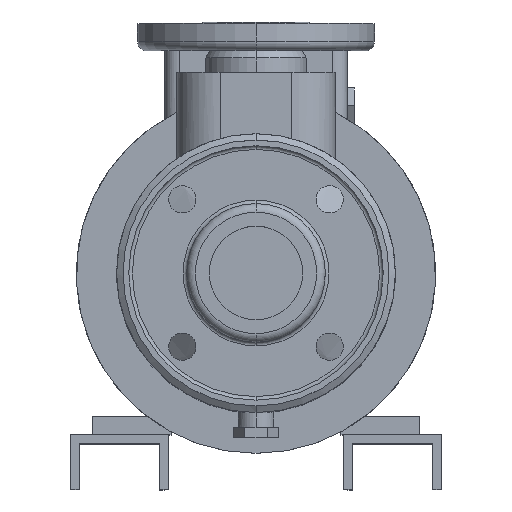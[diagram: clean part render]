
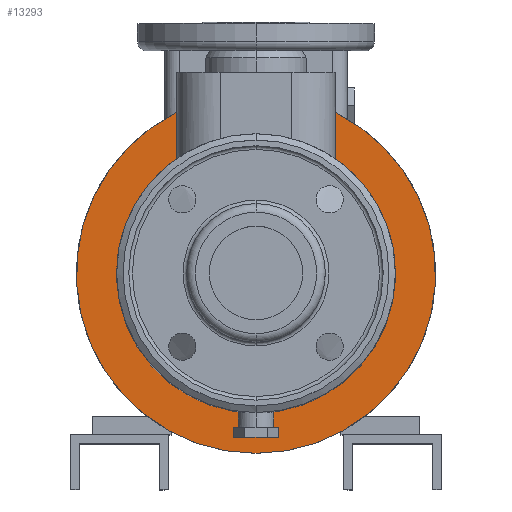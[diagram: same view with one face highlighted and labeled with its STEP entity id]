
A CAD part, top view. The second image highlights one B-rep face of the part: STEP entity #13293.
In plain terms, the highlighted planar face has unit normal (0, 0, 1).
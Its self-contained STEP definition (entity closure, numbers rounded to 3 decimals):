
#249 = EDGE_CURVE ( 'NONE', #3174, #8726, #8682, .T. ) ;
#546 = ORIENTED_EDGE ( 'NONE', *, *, #5770, .T. ) ;
#1090 = EDGE_LOOP ( 'NONE', ( #4901, #3801, #1540, #546, #3510, #11205 ) ) ;
#1226 = CARTESIAN_POINT ( 'NONE',  ( 0., 0., -43. ) ) ;
#1540 = ORIENTED_EDGE ( 'NONE', *, *, #8135, .F. ) ;
#1706 = CARTESIAN_POINT ( 'NONE',  ( -55., 79.9, -43. ) ) ;
#2048 = CARTESIAN_POINT ( 'NONE',  ( 0., 0., -43. ) ) ;
#2089 = AXIS2_PLACEMENT_3D ( 'NONE', #2048, #5063, #7252 ) ;
#2144 = CARTESIAN_POINT ( 'NONE',  ( 0., 0., -43. ) ) ;
#2197 = CARTESIAN_POINT ( 'NONE',  ( 55., -125.002, -43. ) ) ;
#2305 = CIRCLE ( 'NONE', #2089, 97. ) ;
#2590 = EDGE_CURVE ( 'NONE', #3544, #6349, #7029, .T. ) ;
#2724 = CARTESIAN_POINT ( 'NONE',  ( -55., -125.002, -43. ) ) ;
#2859 = AXIS2_PLACEMENT_3D ( 'NONE', #1226, #11505, #10472 ) ;
#3174 = VERTEX_POINT ( 'NONE', #3732 ) ;
#3510 = ORIENTED_EDGE ( 'NONE', *, *, #9370, .T. ) ;
#3544 = VERTEX_POINT ( 'NONE', #8593 ) ;
#3732 = CARTESIAN_POINT ( 'NONE',  ( 0., -97., -43. ) ) ;
#3801 = ORIENTED_EDGE ( 'NONE', *, *, #249, .F. ) ;
#3818 = DIRECTION ( 'NONE',  ( 0., 1., 0. ) ) ;
#4901 = ORIENTED_EDGE ( 'NONE', *, *, #9875, .F. ) ;
#5004 = PLANE ( 'NONE',  #7015 ) ;
#5063 = DIRECTION ( 'NONE',  ( 0., 0., 1. ) ) ;
#5560 = CARTESIAN_POINT ( 'NONE',  ( 55., 112.25, -43. ) ) ;
#5770 = EDGE_CURVE ( 'NONE', #6207, #9796, #10196, .T. ) ;
#6101 = DIRECTION ( 'NONE',  ( 0., 0., -1. ) ) ;
#6207 = VERTEX_POINT ( 'NONE', #1706 ) ;
#6229 = CARTESIAN_POINT ( 'NONE',  ( 0., 0., -43. ) ) ;
#6318 = DIRECTION ( 'NONE',  ( 0., 0., 1. ) ) ;
#6349 = VERTEX_POINT ( 'NONE', #5560 ) ;
#7015 = AXIS2_PLACEMENT_3D ( 'NONE', #8096, #6101, #7062 ) ;
#7029 = CIRCLE ( 'NONE', #2859, 125. ) ;
#7062 = DIRECTION ( 'NONE',  ( 0., 1., 0. ) ) ;
#7252 = DIRECTION ( 'NONE',  ( 0., -1., 0. ) ) ;
#7349 = DIRECTION ( 'NONE',  ( 0., -1., 0. ) ) ;
#7835 = VECTOR ( 'NONE', #10630, 1000. ) ;
#8027 = FACE_OUTER_BOUND ( 'NONE', #1090, .T. ) ;
#8096 = CARTESIAN_POINT ( 'NONE',  ( 0., 97., -43. ) ) ;
#8135 = EDGE_CURVE ( 'NONE', #6207, #3174, #2305, .T. ) ;
#8200 = VECTOR ( 'NONE', #3818, 1000. ) ;
#8593 = CARTESIAN_POINT ( 'NONE',  ( 0., -125., -43. ) ) ;
#8682 = CIRCLE ( 'NONE', #10419, 97. ) ;
#8726 = VERTEX_POINT ( 'NONE', #10181 ) ;
#9370 = EDGE_CURVE ( 'NONE', #9796, #3544, #11103, .T. ) ;
#9784 = AXIS2_PLACEMENT_3D ( 'NONE', #2144, #6318, #7349 ) ;
#9796 = VERTEX_POINT ( 'NONE', #10558 ) ;
#9875 = EDGE_CURVE ( 'NONE', #8726, #6349, #11584, .T. ) ;
#10181 = CARTESIAN_POINT ( 'NONE',  ( 55., 79.9, -43. ) ) ;
#10196 = LINE ( 'NONE', #2724, #8200 ) ;
#10419 = AXIS2_PLACEMENT_3D ( 'NONE', #6229, #12407, #11577 ) ;
#10472 = DIRECTION ( 'NONE',  ( 0., -1., 0. ) ) ;
#10558 = CARTESIAN_POINT ( 'NONE',  ( -55., 112.25, -43. ) ) ;
#10630 = DIRECTION ( 'NONE',  ( 0., 1., 0. ) ) ;
#11103 = CIRCLE ( 'NONE', #9784, 125. ) ;
#11205 = ORIENTED_EDGE ( 'NONE', *, *, #2590, .T. ) ;
#11505 = DIRECTION ( 'NONE',  ( 0., 0., 1. ) ) ;
#11577 = DIRECTION ( 'NONE',  ( 0., -1., 0. ) ) ;
#11584 = LINE ( 'NONE', #2197, #7835 ) ;
#12407 = DIRECTION ( 'NONE',  ( 0., 0., 1. ) ) ;
#13293 = ADVANCED_FACE ( 'NONE', ( #8027 ), #5004, .F. ) ;
